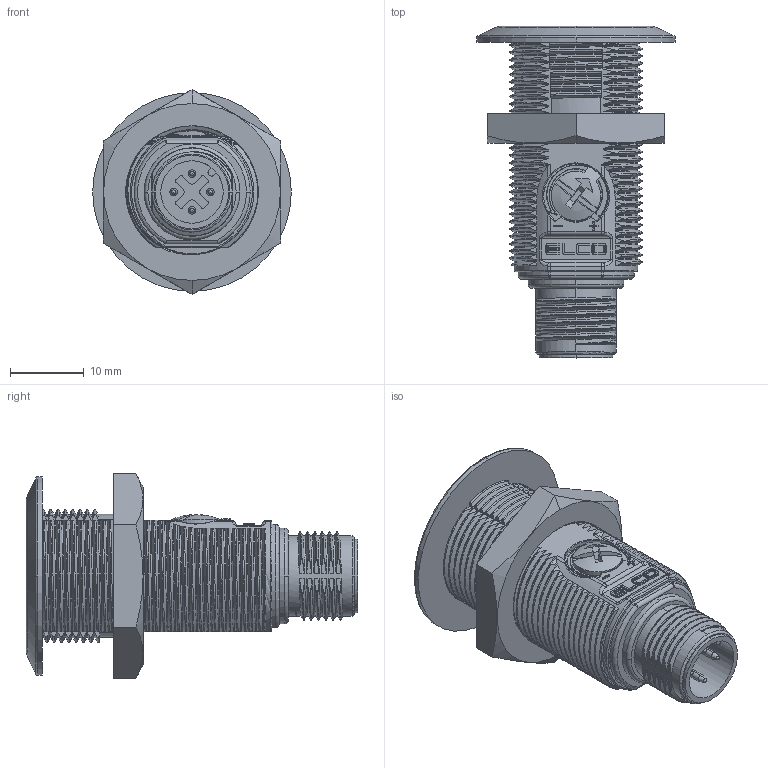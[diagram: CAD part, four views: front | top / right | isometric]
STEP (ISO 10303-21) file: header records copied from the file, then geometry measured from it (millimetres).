
FILE_DESCRIPTION(/* description */ (''),/* implementation_level */ '2;1');
FILE_NAME(/* name */ 'OG18-Q-NEW.stp',/* time_stamp */ '2024-05-16T08:52:12+08:00',/* author */ (''),/* organization */ (''),/* preprocessor_version */ 'ST-DEVELOPER v16',/* originating_system */ 'SIEMENS PLM Software NX 10.0',/* authorisation */ '');
FILE_SCHEMA (('AUTOMOTIVE_DESIGN { 1 0 10303 214 3 1 1 1 }'));
Products named in the file (1): _model14
Bounding box: 27 x 45.1 x 27.83 mm (x, y, z)
Volume: 9965.8 mm3; surface area: 6367.2 mm2
Topology: 3 solids, 5 shells, 976 faces, 2718 edges, 1729 vertices
Faces by surface type: bspline 393, cylinder 289, plane 205, torus 43, sphere 34, cone 12
Entity records: 335357 total; most frequent: CARTESIAN_POINT 307480, ORIENTED_EDGE 5384, DIRECTION 2851, EDGE_CURVE 2692, VERTEX_POINT 1725, B_SPLINE_CURVE_WITH_KNOTS 1402, AXIS2_PLACEMENT_3D 1025, EDGE_LOOP 997
